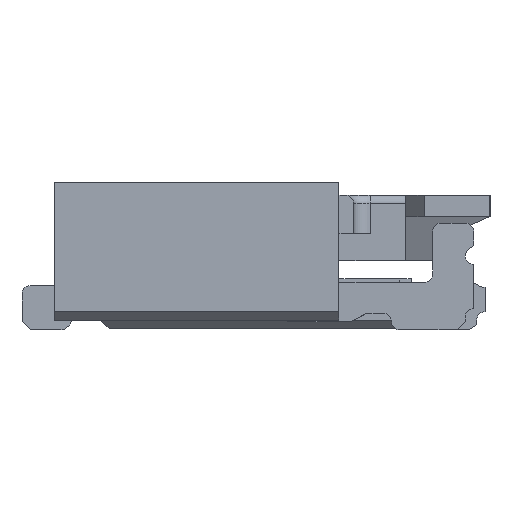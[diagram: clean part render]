
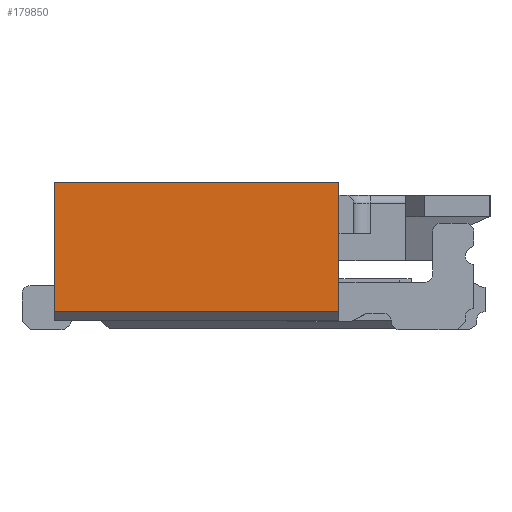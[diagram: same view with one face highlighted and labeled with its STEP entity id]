
A CAD part, left-side view. The second image highlights one B-rep face of the part: STEP entity #179850.
In plain terms, the highlighted planar face has unit normal (-1, 0, 0).
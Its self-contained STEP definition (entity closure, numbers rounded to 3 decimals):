
#173810=CARTESIAN_POINT('',(-6.9,1.225,0.9));
#173820=DIRECTION('',(0.,0.,1.));
#173830=VECTOR('',#173820,1.);
#173840=LINE('',#173810,#173830);
#173850=CARTESIAN_POINT('',(-6.9,1.225,0.11));
#173860=VERTEX_POINT('',#173850);
#173870=CARTESIAN_POINT('',(-6.9,1.225,0.9));
#173880=VERTEX_POINT('',#173870);
#173890=EDGE_CURVE('',#173860,#173880,#173840,.T.);
#179550=CARTESIAN_POINT('',(-6.9,0.75,0.715));
#179560=DIRECTION('',(-1.,0.,0.));
#179570=DIRECTION('',(0.,-1.,0.));
#179580=AXIS2_PLACEMENT_3D('',#179550,#179560,#179570);
#179590=PLANE('',#179580);
#179600=CARTESIAN_POINT('',(-6.9,0.36,0.11));
#179610=DIRECTION('',(0.,-1.,0.));
#179620=VECTOR('',#179610,1.);
#179630=LINE('',#179600,#179620);
#179640=CARTESIAN_POINT('',(-6.9,-0.505,0.11));
#179650=VERTEX_POINT('',#179640);
#179660=EDGE_CURVE('',#173860,#179650,#179630,.T.);
#179670=ORIENTED_EDGE('',*,*,#179660,.T.);
#179680=ORIENTED_EDGE('',*,*,#173890,.F.);
#179690=CARTESIAN_POINT('',(-6.9,0.275,0.9));
#179700=DIRECTION('',(0.,-1.,0.));
#179710=VECTOR('',#179700,1.);
#179720=LINE('',#179690,#179710);
#179730=CARTESIAN_POINT('',(-6.9,-0.505,0.9));
#179740=VERTEX_POINT('',#179730);
#179750=EDGE_CURVE('',#173880,#179740,#179720,.T.);
#179760=ORIENTED_EDGE('',*,*,#179750,.F.);
#179770=CARTESIAN_POINT('',(-6.9,-0.505,0.53));
#179780=DIRECTION('',(0.,0.,1.));
#179790=VECTOR('',#179780,1.);
#179800=LINE('',#179770,#179790);
#179810=EDGE_CURVE('',#179650,#179740,#179800,.T.);
#179820=ORIENTED_EDGE('',*,*,#179810,.T.);
#179830=EDGE_LOOP('',(#179820,#179760,#179680,#179670));
#179840=FACE_OUTER_BOUND('',#179830,.T.);
#179850=ADVANCED_FACE('',(#179840),#179590,.T.);
